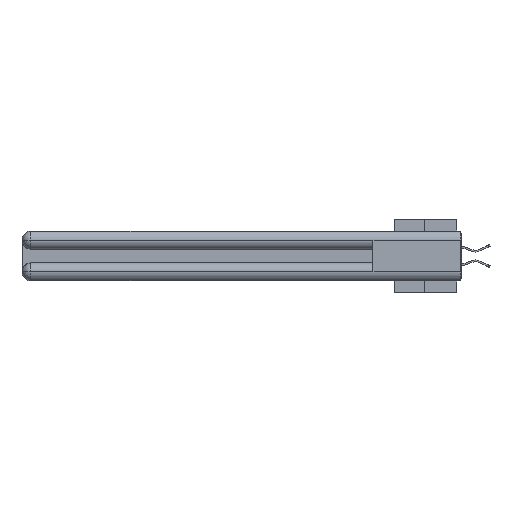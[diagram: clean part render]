
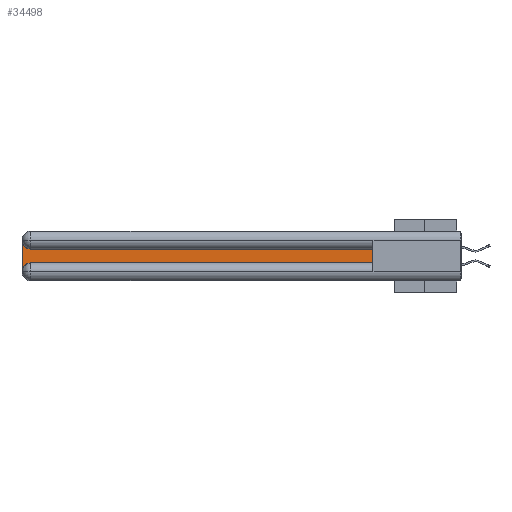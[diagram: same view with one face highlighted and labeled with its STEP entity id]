
A CAD part, left-side view. The second image highlights one B-rep face of the part: STEP entity #34498.
In plain terms, the highlighted planar face has unit normal (-1, 0, 0).
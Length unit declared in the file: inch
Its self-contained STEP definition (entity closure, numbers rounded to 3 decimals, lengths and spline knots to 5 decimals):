
#686 = AXIS2_PLACEMENT_3D ( 'NONE', #6946, #42808, #46107 ) ;
#2177 = VERTEX_POINT ( 'NONE', #17021 ) ;
#2237 = DIRECTION ( 'NONE',  ( 0., 0., -1. ) ) ;
#3115 = CARTESIAN_POINT ( 'NONE',  ( 0.075, 0.6, -0.2175 ) ) ;
#3997 = CARTESIAN_POINT ( 'NONE',  ( 0.075, 2.94, -0.2175 ) ) ;
#4177 = LINE ( 'NONE', #40362, #11470 ) ;
#6025 = CARTESIAN_POINT ( 'NONE',  ( 0.075, 3., -0.2775 ) ) ;
#6074 = VERTEX_POINT ( 'NONE', #27052 ) ;
#6598 = LINE ( 'NONE', #44906, #18452 ) ;
#6869 = ORIENTED_EDGE ( 'NONE', *, *, #27055, .T. ) ;
#6946 = CARTESIAN_POINT ( 'NONE',  ( 0.075, 2.94, -0.2775 ) ) ;
#9622 = PLANE ( 'NONE',  #27266 ) ;
#11470 = VECTOR ( 'NONE', #22202, 39.37008 ) ;
#12053 = FACE_OUTER_BOUND ( 'NONE', #20677, .T. ) ;
#12164 = CIRCLE ( 'NONE', #686, 0.06 ) ;
#12894 = CARTESIAN_POINT ( 'NONE',  ( 0.075, 3., -0.1225 ) ) ;
#13973 = EDGE_CURVE ( 'NONE', #6074, #2177, #6598, .T. ) ;
#15489 = EDGE_CURVE ( 'NONE', #43721, #32072, #4177, .T. ) ;
#16563 = ORIENTED_EDGE ( 'NONE', *, *, #30058, .T. ) ;
#17021 = CARTESIAN_POINT ( 'NONE',  ( 0.075, 2.94, -0.1225 ) ) ;
#17143 = VECTOR ( 'NONE', #38275, 39.37008 ) ;
#18044 = ORIENTED_EDGE ( 'NONE', *, *, #30129, .T. ) ;
#18287 = ORIENTED_EDGE ( 'NONE', *, *, #13973, .T. ) ;
#18300 = LINE ( 'NONE', #3115, #17143 ) ;
#18452 = VECTOR ( 'NONE', #30242, 39.37008 ) ;
#19476 = CARTESIAN_POINT ( 'NONE',  ( 0.075, 3., -0.0625 ) ) ;
#20677 = EDGE_LOOP ( 'NONE', ( #18287, #16563, #43576, #18044, #36969, #6869 ) ) ;
#21219 = DIRECTION ( 'NONE',  ( 1., 0., 0. ) ) ;
#21365 = EDGE_CURVE ( 'NONE', #41935, #32668, #44495, .T. ) ;
#22202 = DIRECTION ( 'NONE',  ( 0., -1., 0. ) ) ;
#23745 = DIRECTION ( 'NONE',  ( 0., 0., -1. ) ) ;
#24519 = CIRCLE ( 'NONE', #44810, 0.06 ) ;
#27052 = CARTESIAN_POINT ( 'NONE',  ( 0.075, 0.6, -0.1225 ) ) ;
#27055 = EDGE_CURVE ( 'NONE', #32072, #6074, #18300, .T. ) ;
#27266 = AXIS2_PLACEMENT_3D ( 'NONE', #12894, #38002, #2237 ) ;
#30058 = EDGE_CURVE ( 'NONE', #2177, #41935, #24519, .T. ) ;
#30129 = EDGE_CURVE ( 'NONE', #32668, #43721, #12164, .T. ) ;
#30242 = DIRECTION ( 'NONE',  ( 0., 1., 0. ) ) ;
#31249 = CARTESIAN_POINT ( 'NONE',  ( 0.075, 3., -0.2175 ) ) ;
#32042 = DIRECTION ( 'NONE',  ( 0., 0., -1. ) ) ;
#32072 = VERTEX_POINT ( 'NONE', #35432 ) ;
#32668 = VERTEX_POINT ( 'NONE', #6025 ) ;
#34498 = ADVANCED_FACE ( 'NONE', ( #12053 ), #9622, .F. ) ;
#34952 = VECTOR ( 'NONE', #23745, 39.37008 ) ;
#35432 = CARTESIAN_POINT ( 'NONE',  ( 0.075, 0.6, -0.2175 ) ) ;
#36969 = ORIENTED_EDGE ( 'NONE', *, *, #15489, .T. ) ;
#38002 = DIRECTION ( 'NONE',  ( 1., 0., 0. ) ) ;
#38275 = DIRECTION ( 'NONE',  ( 0., 0., 1. ) ) ;
#39253 = CARTESIAN_POINT ( 'NONE',  ( 0.075, 2.94, -0.0625 ) ) ;
#40362 = CARTESIAN_POINT ( 'NONE',  ( 0.075, 0.6, -0.2175 ) ) ;
#41935 = VERTEX_POINT ( 'NONE', #19476 ) ;
#42808 = DIRECTION ( 'NONE',  ( 1., 0., 0. ) ) ;
#43576 = ORIENTED_EDGE ( 'NONE', *, *, #21365, .T. ) ;
#43721 = VERTEX_POINT ( 'NONE', #3997 ) ;
#44495 = LINE ( 'NONE', #31249, #34952 ) ;
#44810 = AXIS2_PLACEMENT_3D ( 'NONE', #39253, #21219, #32042 ) ;
#44906 = CARTESIAN_POINT ( 'NONE',  ( 0.075, 0.6, -0.1225 ) ) ;
#46107 = DIRECTION ( 'NONE',  ( 0., 0., -1. ) ) ;
